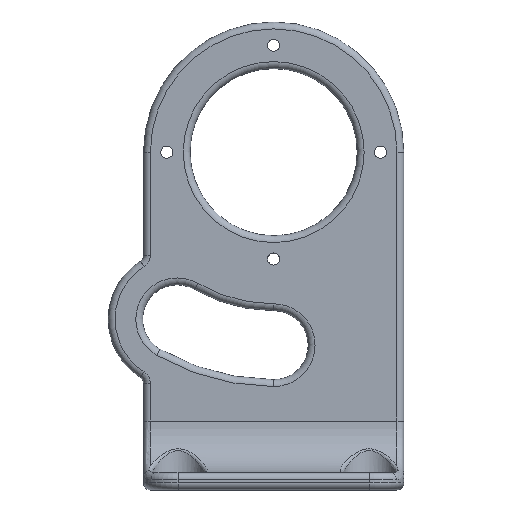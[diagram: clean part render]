
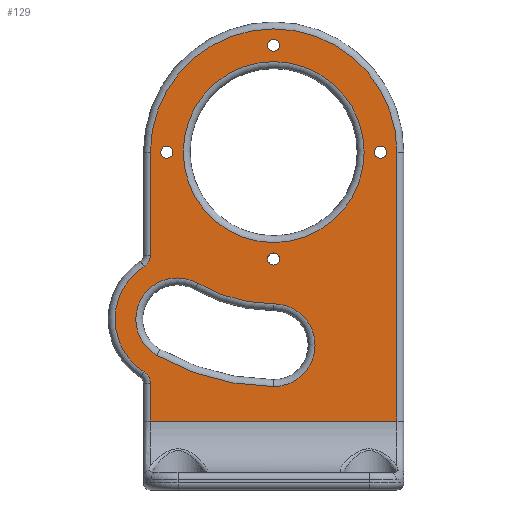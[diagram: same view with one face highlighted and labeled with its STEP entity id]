
A CAD part, top view. The second image highlights one B-rep face of the part: STEP entity #129.
In plain terms, the highlighted planar face has unit normal (0, 0, 1).
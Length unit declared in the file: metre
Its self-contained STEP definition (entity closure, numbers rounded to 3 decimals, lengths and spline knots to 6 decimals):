
#129 = ADVANCED_FACE( '', ( #305, #306, #307, #308, #309, #310, #311 ), #312, .T. );
#305 = FACE_BOUND( '', #1984, .T. );
#306 = FACE_BOUND( '', #1985, .T. );
#307 = FACE_OUTER_BOUND( '', #1986, .T. );
#308 = FACE_BOUND( '', #1987, .T. );
#309 = FACE_BOUND( '', #1988, .T. );
#310 = FACE_BOUND( '', #1989, .T. );
#311 = FACE_BOUND( '', #1990, .T. );
#312 = PLANE( '', #1991 );
#1984 = EDGE_LOOP( '', ( #2396 ) );
#1985 = EDGE_LOOP( '', ( #2397, #2398, #2399, #2400 ) );
#1986 = EDGE_LOOP( '', ( #2401, #2402, #2403, #2404, #2405, #2406, #2407, #2408 ) );
#1987 = EDGE_LOOP( '', ( #2409 ) );
#1988 = EDGE_LOOP( '', ( #2410 ) );
#1989 = EDGE_LOOP( '', ( #2411 ) );
#1990 = EDGE_LOOP( '', ( #2412 ) );
#1991 = AXIS2_PLACEMENT_3D( '', #2413, #2414, #2415 );
#2396 = ORIENTED_EDGE( '', *, *, #2915, .T. );
#2397 = ORIENTED_EDGE( '', *, *, #2916, .T. );
#2398 = ORIENTED_EDGE( '', *, *, #2917, .T. );
#2399 = ORIENTED_EDGE( '', *, *, #2918, .T. );
#2400 = ORIENTED_EDGE( '', *, *, #2919, .T. );
#2401 = ORIENTED_EDGE( '', *, *, #2920, .T. );
#2402 = ORIENTED_EDGE( '', *, *, #2921, .T. );
#2403 = ORIENTED_EDGE( '', *, *, #2922, .T. );
#2404 = ORIENTED_EDGE( '', *, *, #2899, .T. );
#2405 = ORIENTED_EDGE( '', *, *, #2923, .F. );
#2406 = ORIENTED_EDGE( '', *, *, #2924, .T. );
#2407 = ORIENTED_EDGE( '', *, *, #2925, .F. );
#2408 = ORIENTED_EDGE( '', *, *, #2926, .T. );
#2409 = ORIENTED_EDGE( '', *, *, #2927, .F. );
#2410 = ORIENTED_EDGE( '', *, *, #2928, .F. );
#2411 = ORIENTED_EDGE( '', *, *, #2929, .F. );
#2412 = ORIENTED_EDGE( '', *, *, #2888, .F. );
#2413 = CARTESIAN_POINT( '', ( -0.005125, -0.030125, 0.008 ) );
#2414 = DIRECTION( '', ( 0., 0., 1. ) );
#2415 = DIRECTION( '', ( 1., 0., 0. ) );
#2888 = EDGE_CURVE( '', #3155, #3155, #3156, .T. );
#2899 = EDGE_CURVE( '', #3168, #3172, #3174, .T. );
#2915 = EDGE_CURVE( '', #3199, #3199, #3200, .F. );
#2916 = EDGE_CURVE( '', #3201, #3202, #3203, .F. );
#2917 = EDGE_CURVE( '', #3202, #3204, #3205, .F. );
#2918 = EDGE_CURVE( '', #3204, #3206, #3207, .T. );
#2919 = EDGE_CURVE( '', #3206, #3201, #3208, .F. );
#2920 = EDGE_CURVE( '', #3084, #3209, #3210, .T. );
#2921 = EDGE_CURVE( '', #3209, #3211, #3212, .F. );
#2922 = EDGE_CURVE( '', #3211, #3168, #3213, .T. );
#2923 = EDGE_CURVE( '', #3214, #3172, #3215, .T. );
#2924 = EDGE_CURVE( '', #3214, #3216, #3217, .T. );
#2925 = EDGE_CURVE( '', #3218, #3216, #3219, .T. );
#2926 = EDGE_CURVE( '', #3218, #3084, #3220, .T. );
#2927 = EDGE_CURVE( '', #3221, #3221, #3222, .T. );
#2928 = EDGE_CURVE( '', #3223, #3223, #3224, .T. );
#2929 = EDGE_CURVE( '', #3225, #3225, #3226, .T. );
#3084 = VERTEX_POINT( '', #3463 );
#3155 = VERTEX_POINT( '', #3920 );
#3156 = CIRCLE( '', #3921, 0.00175 );
#3168 = VERTEX_POINT( '', #3935 );
#3172 = VERTEX_POINT( '', #3940 );
#3174 = LINE( '', #3942, #3943 );
#3199 = VERTEX_POINT( '', #4341 );
#3200 = CIRCLE( '', #4342, 0.02625 );
#3201 = VERTEX_POINT( '', #4343 );
#3202 = VERTEX_POINT( '', #4344 );
#3203 = CIRCLE( '', #4345, 0.068 );
#3204 = VERTEX_POINT( '', #4346 );
#3205 = CIRCLE( '', #4347, 0.012 );
#3206 = VERTEX_POINT( '', #4348 );
#3207 = CIRCLE( '', #4349, 0.044 );
#3208 = CIRCLE( '', #4350, 0.012 );
#3209 = VERTEX_POINT( '', #4351 );
#3210 = LINE( '', #4352, #4353 );
#3211 = VERTEX_POINT( '', #4354 );
#3212 = LINE( '', #4355, #4356 );
#3213 = CIRCLE( '', #4357, 0.03575 );
#3214 = VERTEX_POINT( '', #4358 );
#3215 = CIRCLE( '', #4359, 0.004 );
#3216 = VERTEX_POINT( '', #4360 );
#3217 = CIRCLE( '', #4361, 0.018 );
#3218 = VERTEX_POINT( '', #4362 );
#3219 = CIRCLE( '', #4363, 0.004 );
#3220 = LINE( '', #4364, #4365 );
#3221 = VERTEX_POINT( '', #4366 );
#3222 = CIRCLE( '', #4367, 0.00175 );
#3223 = VERTEX_POINT( '', #4368 );
#3224 = CIRCLE( '', #4369, 0.00175 );
#3225 = VERTEX_POINT( '', #4370 );
#3226 = CIRCLE( '', #4371, 0.00175 );
#3463 = CARTESIAN_POINT( '', ( -0.03575, -0.078, 0.008 ) );
#3920 = CARTESIAN_POINT( '', ( -0.00175, -0.031, 0.008 ) );
#3921 = AXIS2_PLACEMENT_3D( '', #4667, #4668, #4669 );
#3935 = CARTESIAN_POINT( '', ( -0.03575, 0., 0.008 ) );
#3940 = CARTESIAN_POINT( '', ( -0.03575, -0.029898, 0.008 ) );
#3942 = CARTESIAN_POINT( '', ( -0.03575, -0.031035, 0.008 ) );
#3943 = VECTOR( '', #4688, 1. );
#4341 = CARTESIAN_POINT( '', ( 0.02625, 0., 0.008 ) );
#4342 = AXIS2_PLACEMENT_3D( '', #4702, #4703, #4704 );
#4343 = CARTESIAN_POINT( '', ( 0., -0.068, 0.008 ) );
#4344 = CARTESIAN_POINT( '', ( -0.034, -0.05889, 0.008 ) );
#4345 = AXIS2_PLACEMENT_3D( '', #4705, #4706, #4707 );
#4346 = CARTESIAN_POINT( '', ( -0.022, -0.038105, 0.008 ) );
#4347 = AXIS2_PLACEMENT_3D( '', #4708, #4709, #4710 );
#4348 = CARTESIAN_POINT( '', ( 0., -0.044, 0.008 ) );
#4349 = AXIS2_PLACEMENT_3D( '', #4711, #4712, #4713 );
#4350 = AXIS2_PLACEMENT_3D( '', #4714, #4715, #4716 );
#4351 = CARTESIAN_POINT( '', ( 0.03575, -0.078, 0.008 ) );
#4352 = CARTESIAN_POINT( '', ( 0.03775, -0.078, 0.008 ) );
#4353 = VECTOR( '', #4717, 1. );
#4354 = CARTESIAN_POINT( '', ( 0.03575, 0., 0.008 ) );
#4355 = CARTESIAN_POINT( '', ( 0.03575, -0.030125, 0.008 ) );
#4356 = VECTOR( '', #4718, 1. );
#4357 = AXIS2_PLACEMENT_3D( '', #4719, #4720, #4721 );
#4358 = CARTESIAN_POINT( '', ( -0.037614, -0.03328, 0.008 ) );
#4359 = AXIS2_PLACEMENT_3D( '', #4722, #4723, #4724 );
#4360 = CARTESIAN_POINT( '', ( -0.037614, -0.063715, 0.008 ) );
#4361 = AXIS2_PLACEMENT_3D( '', #4725, #4726, #4727 );
#4362 = CARTESIAN_POINT( '', ( -0.03575, -0.067097, 0.008 ) );
#4363 = AXIS2_PLACEMENT_3D( '', #4728, #4729, #4730 );
#4364 = CARTESIAN_POINT( '', ( -0.03575, -0.078, 0.008 ) );
#4365 = VECTOR( '', #4731, 1. );
#4366 = CARTESIAN_POINT( '', ( -0.031, 0.00175, 0.008 ) );
#4367 = AXIS2_PLACEMENT_3D( '', #4732, #4733, #4734 );
#4368 = CARTESIAN_POINT( '', ( 0.00175, 0.031, 0.008 ) );
#4369 = AXIS2_PLACEMENT_3D( '', #4735, #4736, #4737 );
#4370 = CARTESIAN_POINT( '', ( 0.031, -0.00175, 0.008 ) );
#4371 = AXIS2_PLACEMENT_3D( '', #4738, #4739, #4740 );
#4667 = CARTESIAN_POINT( '', ( 0., -0.031, 0.008 ) );
#4668 = DIRECTION( '', ( 0., 0., 1. ) );
#4669 = DIRECTION( '', ( -1., 0., 0. ) );
#4688 = DIRECTION( '', ( 0., -1., 0. ) );
#4702 = CARTESIAN_POINT( '', ( 0., 0., 0.008 ) );
#4703 = DIRECTION( '', ( 0., 0., 1. ) );
#4704 = DIRECTION( '', ( 1., 0., 0. ) );
#4705 = CARTESIAN_POINT( '', ( 0., 0., 0.008 ) );
#4706 = DIRECTION( '', ( 0., 0., 1. ) );
#4707 = DIRECTION( '', ( 1., 0., 0. ) );
#4708 = CARTESIAN_POINT( '', ( -0.028, -0.048497, 0.008 ) );
#4709 = DIRECTION( '', ( 0., 0., 1. ) );
#4710 = DIRECTION( '', ( 1., 0., 0. ) );
#4711 = CARTESIAN_POINT( '', ( 0., 0., 0.008 ) );
#4712 = DIRECTION( '', ( 0., 0., 1. ) );
#4713 = DIRECTION( '', ( 1., 0., 0. ) );
#4714 = CARTESIAN_POINT( '', ( 0., -0.056, 0.008 ) );
#4715 = DIRECTION( '', ( 0., 0., 1. ) );
#4716 = DIRECTION( '', ( 1., 0., 0. ) );
#4717 = DIRECTION( '', ( 1., 0., 0. ) );
#4718 = DIRECTION( '', ( 0., -1., 0. ) );
#4719 = CARTESIAN_POINT( '', ( 0., 0., 0.008 ) );
#4720 = DIRECTION( '', ( 0., 0., 1. ) );
#4721 = DIRECTION( '', ( 1., 0., 0. ) );
#4722 = CARTESIAN_POINT( '', ( -0.03975, -0.029898, 0.008 ) );
#4723 = DIRECTION( '', ( 0., 0., 1. ) );
#4724 = DIRECTION( '', ( 1., 0., 0. ) );
#4725 = CARTESIAN_POINT( '', ( -0.028, -0.048497, 0.008 ) );
#4726 = DIRECTION( '', ( 0., 0., 1. ) );
#4727 = DIRECTION( '', ( 1., 0., 0. ) );
#4728 = CARTESIAN_POINT( '', ( -0.03975, -0.067097, 0.008 ) );
#4729 = DIRECTION( '', ( 0., 0., 1. ) );
#4730 = DIRECTION( '', ( 1., 0., 0. ) );
#4731 = DIRECTION( '', ( 0., -1., 0. ) );
#4732 = CARTESIAN_POINT( '', ( -0.031, 0., 0.008 ) );
#4733 = DIRECTION( '', ( 0., 0., 1. ) );
#4734 = DIRECTION( '', ( 0., 1., 0. ) );
#4735 = CARTESIAN_POINT( '', ( 0., 0.031, 0.008 ) );
#4736 = DIRECTION( '', ( 0., 0., 1. ) );
#4737 = DIRECTION( '', ( 1., 0., 0. ) );
#4738 = CARTESIAN_POINT( '', ( 0.031, 0., 0.008 ) );
#4739 = DIRECTION( '', ( 0., 0., 1. ) );
#4740 = DIRECTION( '', ( 0., -1., 0. ) );
